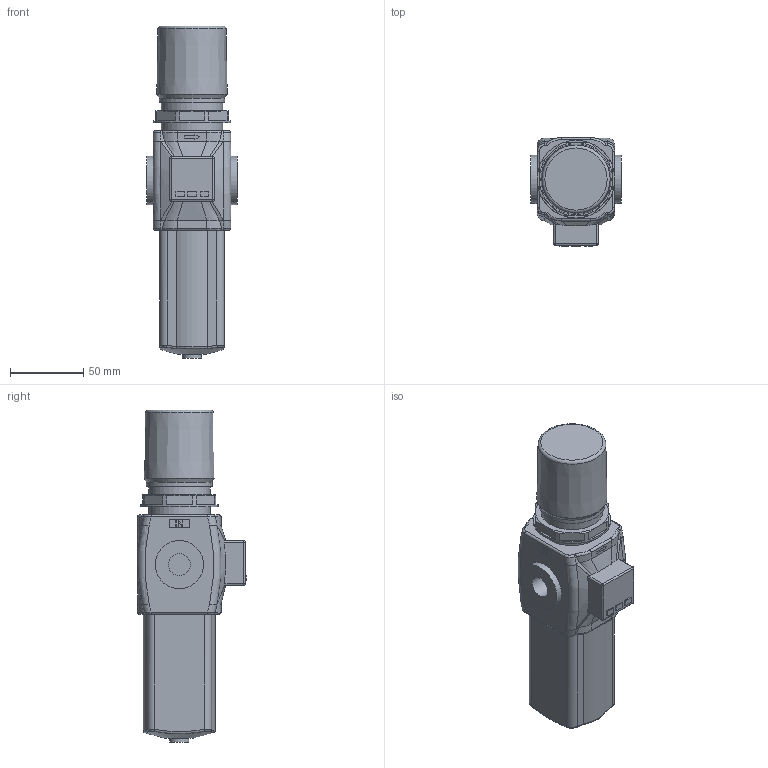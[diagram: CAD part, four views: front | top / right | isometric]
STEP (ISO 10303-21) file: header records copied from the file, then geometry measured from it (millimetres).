
FILE_DESCRIPTION((''),'2;1');
FILE_NAME('#172BEP##S.stp','2013-09-24T14:42:56',('valotma1'),(''),'Autodesk Inventor 2013','Autodesk Inventor 2013','');
FILE_SCHEMA(('AUTOMOTIVE_DESIGN { 1 0 10303 214 1 1 1 1 }'));
Length unit declared in the file: millimetre
Products named in the file (3): #172BEP##S; 1702-012G
Assembly tree (2 placements, depth 2):
  #172BEP##S
    #172BEP##S
    1702-012G
Bounding box: 62 x 74.3 x 226.6 mm (x, y, z)
Volume: 506520.1 mm3; surface area: 54509.3 mm2
Topology: 2 solids, 3 shells, 311 faces, 740 edges, 461 vertices
Faces by surface type: plane 145, cylinder 83, bspline 42, torus 24, cone 13, sphere 4
Full cylindrical faces by diameter (mm): 13 x1, 14.95 x2, 19 x1, 23 x1, 33 x2, 40.376 x1, 42 x1, 43 x1, 45 x1, 53 x1
Entity records: 10140 total; most frequent: CARTESIAN_POINT 3101, ORIENTED_EDGE 1436, DIRECTION 1338, EDGE_CURVE 718, AXIS2_PLACEMENT_3D 484, VERTEX_POINT 458, VECTOR 370, LINE 370
